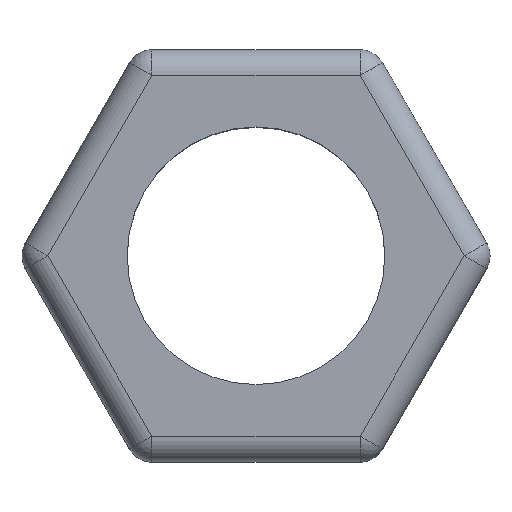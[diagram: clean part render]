
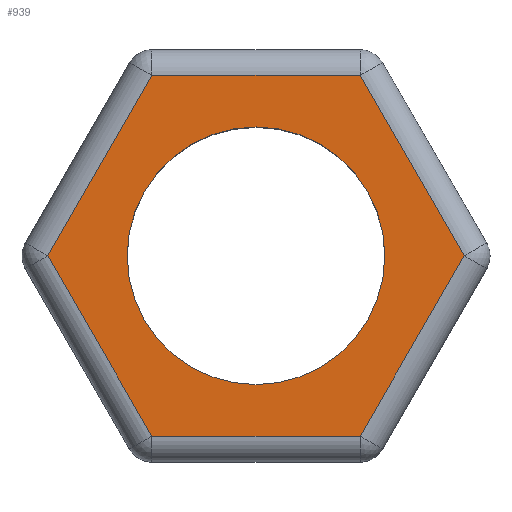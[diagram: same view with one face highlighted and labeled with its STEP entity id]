
A CAD part, top view. The second image highlights one B-rep face of the part: STEP entity #939.
In plain terms, the highlighted planar face has unit normal (0, 0, 1).
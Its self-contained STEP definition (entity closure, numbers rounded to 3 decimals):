
#174=CARTESIAN_POINT('',(-4.041,-7.,10.));
#175=VERTEX_POINT('',#174);
#266=CARTESIAN_POINT('',(4.041,-7.,10.));
#267=VERTEX_POINT('',#266);
#380=CARTESIAN_POINT('',(-8.083,0.,10.));
#381=VERTEX_POINT('',#380);
#438=CARTESIAN_POINT('',(-4.041,-7.,10.));
#439=DIRECTION('',(-0.5,0.866,0.));
#440=VECTOR('',#439,8.083);
#441=LINE('',#438,#440);
#442=EDGE_CURVE('',#175,#381,#441,.T.);
#516=CARTESIAN_POINT('',(8.083,0.,10.));
#517=VERTEX_POINT('',#516);
#573=CARTESIAN_POINT('',(-4.041,7.,10.));
#574=VERTEX_POINT('',#573);
#631=CARTESIAN_POINT('',(-8.083,0.,10.));
#632=DIRECTION('',(0.5,0.866,0.));
#633=VECTOR('',#632,8.083);
#634=LINE('',#631,#633);
#635=EDGE_CURVE('',#381,#574,#634,.T.);
#652=CARTESIAN_POINT('',(4.041,7.,10.));
#653=VERTEX_POINT('',#652);
#710=CARTESIAN_POINT('',(-4.041,7.,10.));
#711=DIRECTION('',(1.,0.,0.));
#712=VECTOR('',#711,8.083);
#713=LINE('',#710,#712);
#714=EDGE_CURVE('',#574,#653,#713,.T.);
#732=CARTESIAN_POINT('',(4.041,7.,10.));
#733=DIRECTION('',(0.5,-0.866,0.));
#734=VECTOR('',#733,8.083);
#735=LINE('',#732,#734);
#736=EDGE_CURVE('',#653,#517,#735,.T.);
#754=CARTESIAN_POINT('',(8.083,0.,10.));
#755=DIRECTION('',(-0.5,-0.866,0.));
#756=VECTOR('',#755,8.083);
#757=LINE('',#754,#756);
#758=EDGE_CURVE('',#517,#267,#757,.T.);
#798=CARTESIAN_POINT('',(4.041,-7.,10.));
#799=DIRECTION('',(-1.,0.,0.));
#800=VECTOR('',#799,8.083);
#801=LINE('',#798,#800);
#802=EDGE_CURVE('',#267,#175,#801,.T.);
#906=CARTESIAN_POINT('',(0.,0.,10.));
#907=DIRECTION('',(1.,0.,0.));
#908=DIRECTION('',(0.,0.,1.));
#909=AXIS2_PLACEMENT_3D('',#906,#908,#907);
#910=PLANE('',#909);
#911=ORIENTED_EDGE('',*,*,#442,.F.);
#912=ORIENTED_EDGE('',*,*,#802,.F.);
#913=ORIENTED_EDGE('',*,*,#758,.F.);
#914=ORIENTED_EDGE('',*,*,#736,.F.);
#915=ORIENTED_EDGE('',*,*,#714,.F.);
#916=ORIENTED_EDGE('',*,*,#635,.F.);
#917=EDGE_LOOP('',(#911,#912,#913,#914,#915,#916));
#918=FACE_OUTER_BOUND('',#917,.T.);
#919=CARTESIAN_POINT('',(5.,0.,10.));
#920=VERTEX_POINT('',#919);
#921=CARTESIAN_POINT('',(-5.,0.,10.));
#922=VERTEX_POINT('',#921);
#923=CARTESIAN_POINT('',(0.,0.,10.));
#924=DIRECTION('',(1.,0.,0.));
#925=DIRECTION('',(-0.,0.,-1.));
#926=AXIS2_PLACEMENT_3D('',#923,#925,#924);
#927=CIRCLE('',#926,5.);
#928=EDGE_CURVE('',#920,#922,#927,.T.);
#929=ORIENTED_EDGE('E75',*,*,#928,.T.);
#930=CARTESIAN_POINT('',(0.,0.,10.));
#931=DIRECTION('',(-1.,0.,0.));
#932=DIRECTION('',(0.,0.,-1.));
#933=AXIS2_PLACEMENT_3D('',#930,#932,#931);
#934=CIRCLE('',#933,5.);
#935=EDGE_CURVE('',#922,#920,#934,.T.);
#936=ORIENTED_EDGE('E76',*,*,#935,.T.);
#937=EDGE_LOOP('',(#929,#936));
#938=FACE_BOUND('',#937,.T.);
#939=ADVANCED_FACE('F35',(#918,#938),#910,.T.);
